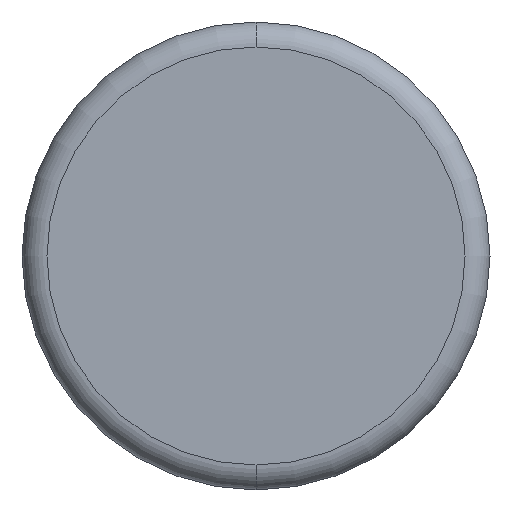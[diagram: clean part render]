
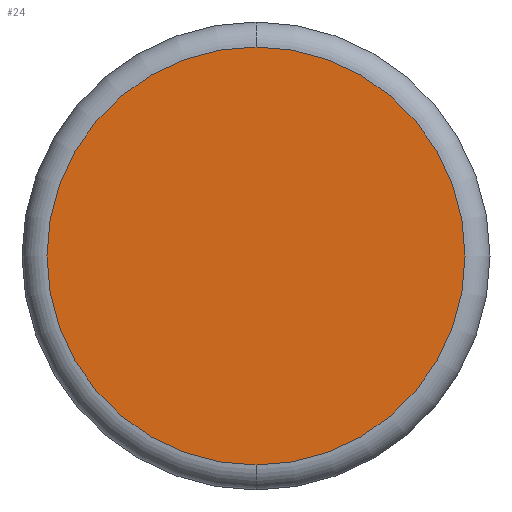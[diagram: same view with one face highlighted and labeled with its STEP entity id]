
A CAD part, front view. The second image highlights one B-rep face of the part: STEP entity #24.
In plain terms, the highlighted planar face has unit normal (0, -1, 0).
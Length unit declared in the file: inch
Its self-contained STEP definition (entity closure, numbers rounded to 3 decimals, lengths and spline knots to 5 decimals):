
#16 = CARTESIAN_POINT ( 'NONE',  ( 0., 0., 0.1675 ) ) ;
#24 = ADVANCED_FACE ( 'NONE', ( #42 ), #173, .T. ) ;
#42 = FACE_OUTER_BOUND ( 'NONE', #183, .T. ) ;
#49 = DIRECTION ( 'NONE',  ( 0., 0., -1. ) ) ;
#80 = EDGE_CURVE ( 'NONE', #194, #368, #309, .T. ) ;
#163 = DIRECTION ( 'NONE',  ( 0., 0., -1. ) ) ;
#173 = PLANE ( 'NONE',  #259 ) ;
#182 = DIRECTION ( 'NONE',  ( 0., 0., -1. ) ) ;
#183 = EDGE_LOOP ( 'NONE', ( #203, #279 ) ) ;
#194 = VERTEX_POINT ( 'NONE', #16 ) ;
#203 = ORIENTED_EDGE ( 'NONE', *, *, #213, .T. ) ;
#212 = AXIS2_PLACEMENT_3D ( 'NONE', #351, #527, #182 ) ;
#213 = EDGE_CURVE ( 'NONE', #368, #194, #502, .T. ) ;
#219 = DIRECTION ( 'NONE',  ( 0., -1., 0. ) ) ;
#259 = AXIS2_PLACEMENT_3D ( 'NONE', #349, #219, #163 ) ;
#279 = ORIENTED_EDGE ( 'NONE', *, *, #80, .T. ) ;
#309 = CIRCLE ( 'NONE', #212, 0.1675 ) ;
#346 = CARTESIAN_POINT ( 'NONE',  ( 0., 0., 0. ) ) ;
#349 = CARTESIAN_POINT ( 'NONE',  ( 0., 0., 0. ) ) ;
#351 = CARTESIAN_POINT ( 'NONE',  ( 0., 0., 0. ) ) ;
#368 = VERTEX_POINT ( 'NONE', #378 ) ;
#378 = CARTESIAN_POINT ( 'NONE',  ( 0., 0., -0.1675 ) ) ;
#399 = AXIS2_PLACEMENT_3D ( 'NONE', #346, #482, #49 ) ;
#482 = DIRECTION ( 'NONE',  ( 0., -1., 0. ) ) ;
#502 = CIRCLE ( 'NONE', #399, 0.1675 ) ;
#527 = DIRECTION ( 'NONE',  ( 0., -1., 0. ) ) ;
